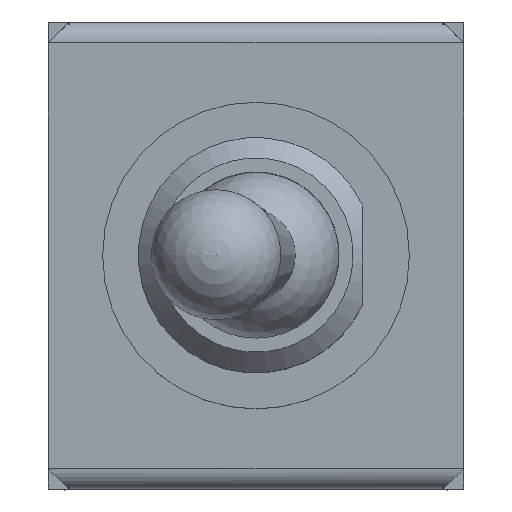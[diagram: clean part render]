
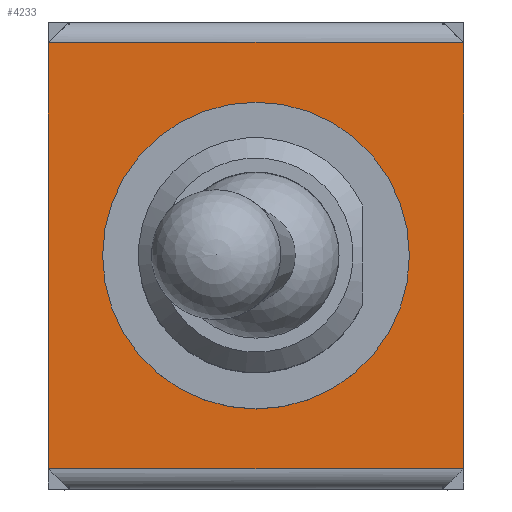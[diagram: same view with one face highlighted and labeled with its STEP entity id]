
A CAD part, top view. The second image highlights one B-rep face of the part: STEP entity #4233.
In plain terms, the highlighted planar face has unit normal (0, 0, 1).
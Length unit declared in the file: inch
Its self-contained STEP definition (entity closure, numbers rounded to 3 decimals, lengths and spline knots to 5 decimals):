
#17=FACE_BOUND('',#607,.T.);
#107=CIRCLE('',#4554,0.11811);
#379=FACE_OUTER_BOUND('',#606,.T.);
#606=EDGE_LOOP('',(#3396,#3397,#3398,#3399,#3400,#3401,#3402,#3403));
#607=EDGE_LOOP('',(#3404));
#932=LINE('',#7469,#1395);
#937=LINE('',#7480,#1400);
#949=LINE('',#7509,#1412);
#951=LINE('',#7515,#1414);
#954=LINE('',#7520,#1417);
#955=LINE('',#7522,#1418);
#956=LINE('',#7524,#1419);
#957=LINE('',#7525,#1420);
#1395=VECTOR('',#5329,0.31929);
#1400=VECTOR('',#5338,0.00056);
#1412=VECTOR('',#5362,0.31929);
#1414=VECTOR('',#5368,0.00056);
#1417=VECTOR('',#5373,0.32756);
#1418=VECTOR('',#5374,0.00056);
#1419=VECTOR('',#5375,0.32756);
#1420=VECTOR('',#5376,0.00056);
#1872=VERTEX_POINT('',#7415);
#1895=VERTEX_POINT('',#7466);
#1896=VERTEX_POINT('',#7468);
#1900=VERTEX_POINT('',#7478);
#1910=VERTEX_POINT('',#7506);
#1911=VERTEX_POINT('',#7508);
#1913=VERTEX_POINT('',#7514);
#1915=VERTEX_POINT('',#7521);
#1916=VERTEX_POINT('',#7523);
#2398=EDGE_CURVE('',#1872,#1872,#107,.T.);
#2421=EDGE_CURVE('',#1895,#1896,#932,.T.);
#2427=EDGE_CURVE('',#1900,#1895,#937,.T.);
#2442=EDGE_CURVE('',#1910,#1911,#949,.T.);
#2445=EDGE_CURVE('',#1911,#1913,#951,.T.);
#2448=EDGE_CURVE('',#1913,#1900,#954,.T.);
#2449=EDGE_CURVE('',#1915,#1910,#955,.T.);
#2450=EDGE_CURVE('',#1916,#1915,#956,.T.);
#2451=EDGE_CURVE('',#1896,#1916,#957,.T.);
#3396=ORIENTED_EDGE('',*,*,#2421,.F.);
#3397=ORIENTED_EDGE('',*,*,#2427,.F.);
#3398=ORIENTED_EDGE('',*,*,#2448,.F.);
#3399=ORIENTED_EDGE('',*,*,#2445,.F.);
#3400=ORIENTED_EDGE('',*,*,#2442,.F.);
#3401=ORIENTED_EDGE('',*,*,#2449,.F.);
#3402=ORIENTED_EDGE('',*,*,#2450,.F.);
#3403=ORIENTED_EDGE('',*,*,#2451,.F.);
#3404=ORIENTED_EDGE('',*,*,#2398,.T.);
#4016=PLANE('',#4573);
#4233=ADVANCED_FACE('',(#379,#17),#4016,.T.);
#4554=AXIS2_PLACEMENT_3D('',#7417,#5292,#5293);
#4573=AXIS2_PLACEMENT_3D('',#7519,#5371,#5372);
#5292=DIRECTION('center_axis',(0.,0.,-1.));
#5293=DIRECTION('ref_axis',(-1.,0.,0.));
#5329=DIRECTION('',(1.,0.,0.));
#5338=DIRECTION('',(0.707,0.707,0.));
#5362=DIRECTION('',(-1.,0.,0.));
#5368=DIRECTION('',(-0.707,0.707,0.));
#5371=DIRECTION('center_axis',(0.,0.,1.));
#5372=DIRECTION('ref_axis',(1.,0.,0.));
#5373=DIRECTION('',(0.,1.,0.));
#5374=DIRECTION('',(-0.707,-0.707,0.));
#5375=DIRECTION('',(0.,-1.,0.));
#5376=DIRECTION('',(0.707,-0.707,0.));
#7415=CARTESIAN_POINT('',(-0.11811,0.,0.29961));
#7417=CARTESIAN_POINT('Origin',(0.,0.,0.29961));
#7466=CARTESIAN_POINT('',(-0.15965,0.16417,0.29961));
#7468=CARTESIAN_POINT('',(0.15965,0.16417,0.29961));
#7469=CARTESIAN_POINT('',(-0.15965,0.16417,0.29961));
#7478=CARTESIAN_POINT('',(-0.16004,0.16378,0.29961));
#7480=CARTESIAN_POINT('',(-0.16004,0.16378,0.29961));
#7506=CARTESIAN_POINT('',(0.15965,-0.16417,0.29961));
#7508=CARTESIAN_POINT('',(-0.15965,-0.16417,0.29961));
#7509=CARTESIAN_POINT('',(0.15965,-0.16417,0.29961));
#7514=CARTESIAN_POINT('',(-0.16004,-0.16378,0.29961));
#7515=CARTESIAN_POINT('',(-0.15965,-0.16417,0.29961));
#7519=CARTESIAN_POINT('Origin',(-0.17604,-0.18059,0.29961));
#7520=CARTESIAN_POINT('',(-0.16004,-0.16378,0.29961));
#7521=CARTESIAN_POINT('',(0.16004,-0.16378,0.29961));
#7522=CARTESIAN_POINT('',(0.16004,-0.16378,0.29961));
#7523=CARTESIAN_POINT('',(0.16004,0.16378,0.29961));
#7524=CARTESIAN_POINT('',(0.16004,0.16378,0.29961));
#7525=CARTESIAN_POINT('',(0.15965,0.16417,0.29961));
